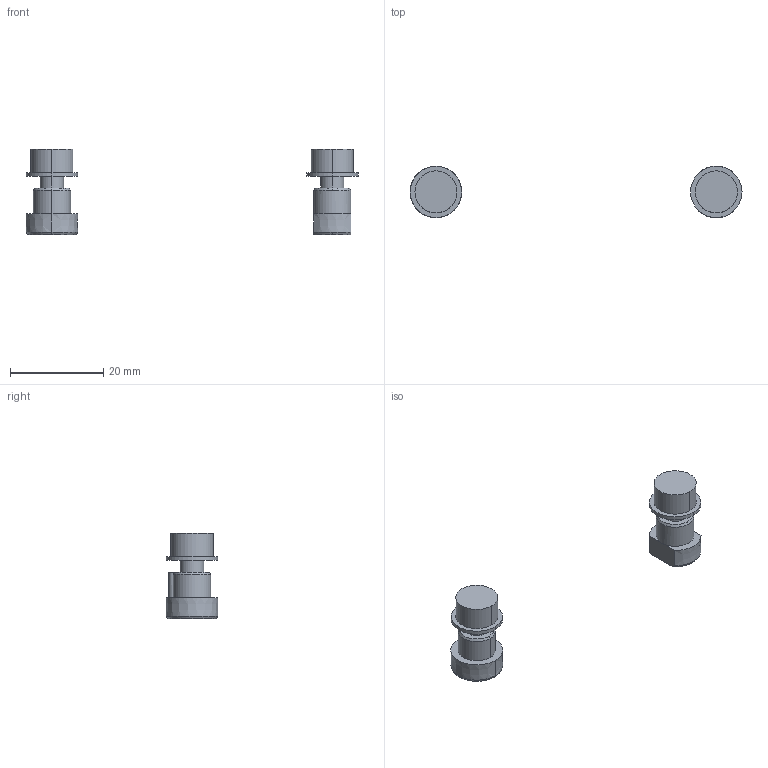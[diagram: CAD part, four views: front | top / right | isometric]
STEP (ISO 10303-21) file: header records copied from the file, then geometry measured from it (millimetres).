
FILE_DESCRIPTION(('CATIA V5 STEP Exchange'),'2;1');
FILE_NAME('AEGT213.stp','2018-08-03T01:30:33+00:00',('none'),('none'),'CATIA Version 5 Release 19 GA (IN-10)','CATIA V5 STEP AP203','none');
FILE_SCHEMA(('CONFIG_CONTROL_DESIGN'));
Length unit declared in the file: millimetre
Products named in the file (1): AEGT213
Bounding box: 71.05 x 11.1 x 18.3 mm (x, y, z)
Volume: 2177.8 mm3; surface area: 1768.6 mm2
Topology: 2 solids, 2 shells, 60 faces, 133 edges, 87 vertices
Faces by surface type: cylinder 27, plane 18, cone 15
Entity records: 1641 total; most frequent: CARTESIAN_POINT 403, ORIENTED_EDGE 258, DIRECTION 189, EDGE_CURVE 129, AXIS2_PLACEMENT_3D 107, VERTEX_POINT 85, EDGE_LOOP 74, CIRCLE 64
